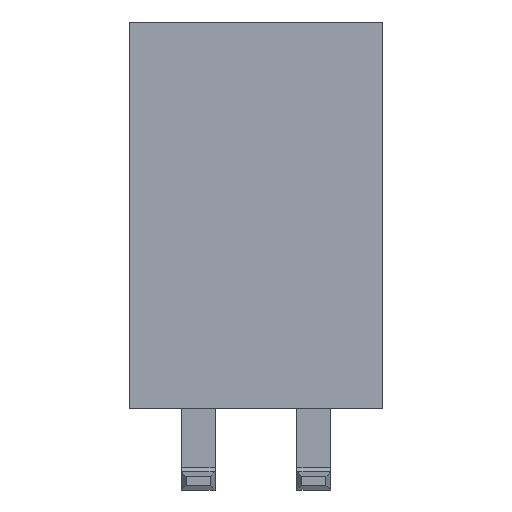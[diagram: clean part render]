
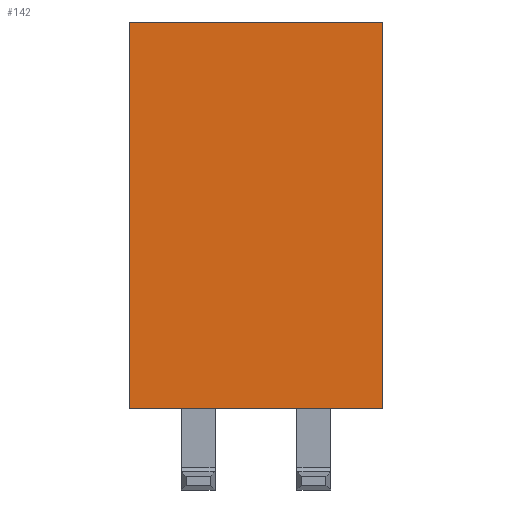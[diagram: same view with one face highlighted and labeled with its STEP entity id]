
A CAD part, front view. The second image highlights one B-rep face of the part: STEP entity #142.
In plain terms, the highlighted planar face has unit normal (0, -1, 0).
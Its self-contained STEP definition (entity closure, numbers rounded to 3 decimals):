
#142 = ADVANCED_FACE( '', ( #312 ), #313, .T. );
#312 = FACE_OUTER_BOUND( '', #525, .T. );
#313 = PLANE( '', #526 );
#525 = EDGE_LOOP( '', ( #737, #738, #739, #740 ) );
#526 = AXIS2_PLACEMENT_3D( '', #741, #742, #743 );
#737 = ORIENTED_EDGE( '', *, *, #1345, .T. );
#738 = ORIENTED_EDGE( '', *, *, #1346, .T. );
#739 = ORIENTED_EDGE( '', *, *, #1347, .T. );
#740 = ORIENTED_EDGE( '', *, *, #1348, .T. );
#741 = CARTESIAN_POINT( '', ( 0., -1.25, 0. ) );
#742 = DIRECTION( '', ( 0., -1., 0. ) );
#743 = DIRECTION( '', ( 0., 0., -1. ) );
#1345 = EDGE_CURVE( '', #1589, #1590, #1591, .T. );
#1346 = EDGE_CURVE( '', #1590, #1592, #1593, .T. );
#1347 = EDGE_CURVE( '', #1592, #1594, #1595, .T. );
#1348 = EDGE_CURVE( '', #1594, #1589, #1596, .T. );
#1589 = VERTEX_POINT( '', #1943 );
#1590 = VERTEX_POINT( '', #1944 );
#1591 = LINE( '', #1945, #1946 );
#1592 = VERTEX_POINT( '', #1947 );
#1593 = LINE( '', #1948, #1949 );
#1594 = VERTEX_POINT( '', #1950 );
#1595 = LINE( '', #1951, #1952 );
#1596 = LINE( '', #1953, #1954 );
#1943 = CARTESIAN_POINT( '', ( 2.79, -1.25, 4.25 ) );
#1944 = CARTESIAN_POINT( '', ( -2.79, -1.25, 4.25 ) );
#1945 = CARTESIAN_POINT( '', ( 2.79, -1.25, 4.25 ) );
#1946 = VECTOR( '', #2450, 1000. );
#1947 = CARTESIAN_POINT( '', ( -2.79, -1.25, -4.25 ) );
#1948 = CARTESIAN_POINT( '', ( -2.79, -1.25, 4.25 ) );
#1949 = VECTOR( '', #2451, 1000. );
#1950 = CARTESIAN_POINT( '', ( 2.79, -1.25, -4.25 ) );
#1951 = CARTESIAN_POINT( '', ( -2.79, -1.25, -4.25 ) );
#1952 = VECTOR( '', #2452, 1000. );
#1953 = CARTESIAN_POINT( '', ( 2.79, -1.25, -4.25 ) );
#1954 = VECTOR( '', #2453, 1000. );
#2450 = DIRECTION( '', ( -1., 0., 0. ) );
#2451 = DIRECTION( '', ( 0., 0., -1. ) );
#2452 = DIRECTION( '', ( 1., 0., 0. ) );
#2453 = DIRECTION( '', ( 0., 0., 1. ) );
